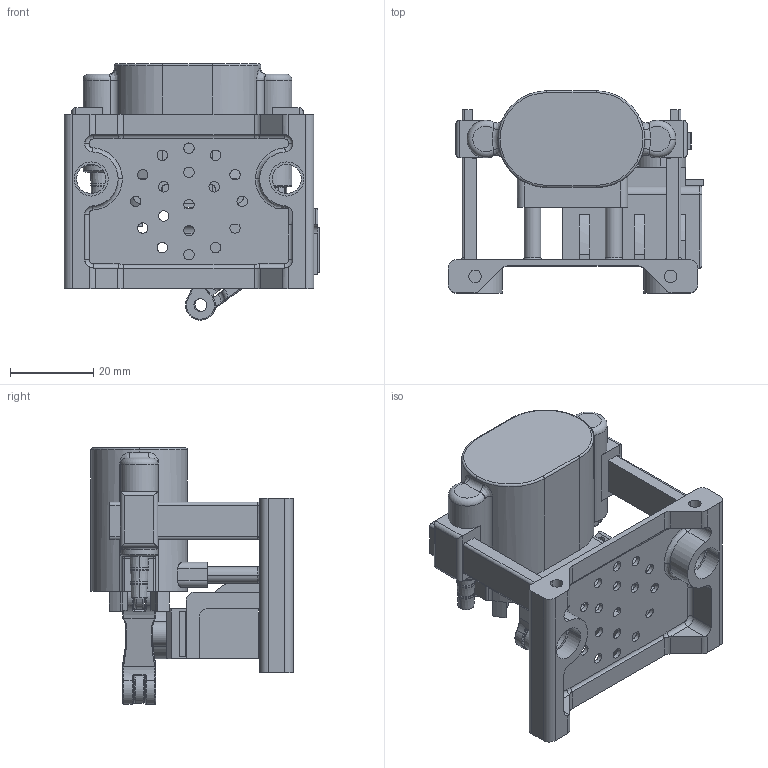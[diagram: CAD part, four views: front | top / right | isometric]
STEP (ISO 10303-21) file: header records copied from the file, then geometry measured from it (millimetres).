
FILE_DESCRIPTION (( 'STEP AP214' ), '1' );
FILE_NAME ('Pisser_low.STEP', '2024-02-28T01:36:30', ( '' ), ( '' ), 'SMSTEP 2.0', 'SalomeMeca W019', '' );
FILE_SCHEMA (( 'AUTOMOTIVE_DESIGN' ));
Length unit declared in the file: millimetre
Products named in the file (9): Biella; Tappo; Tank; O-Ring; Servo_new; Body_Back_supporti_low; Leva; Pusher; Pisser_low
Assembly tree (8 placements, depth 2):
  Pisser_low
    Leva
    Servo_new
    Pusher
    O-Ring
    Tank
    Biella
    Tappo
    Body_Back_supporti_low
Bounding box: 61.48 x 48.58 x 61.56 mm (x, y, z)
Volume: 32831.2 mm3; surface area: 29272.4 mm2
Topology: 8 solids, 8 shells, 783 faces, 1967 edges, 1216 vertices
Faces by surface type: cylinder 324, plane 234, torus 147, bspline 62, cone 12, sphere 4
Entity records: 27448 total; most frequent: CARTESIAN_POINT 6738, DIRECTION 4101, ORIENTED_EDGE 3914, EDGE_CURVE 1957, AXIS2_PLACEMENT_3D 1639, VERTEX_POINT 1216, CIRCLE 907, EDGE_LOOP 883
